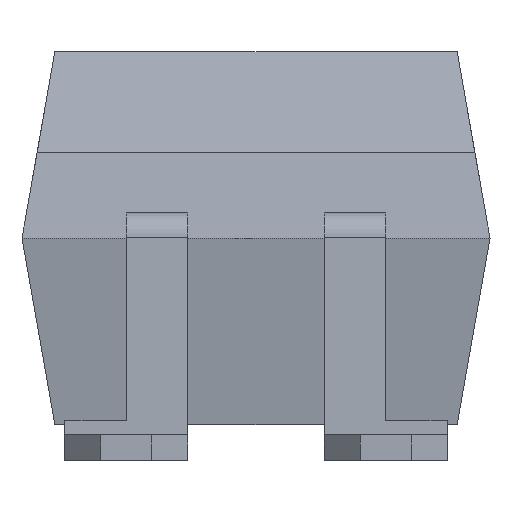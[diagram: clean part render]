
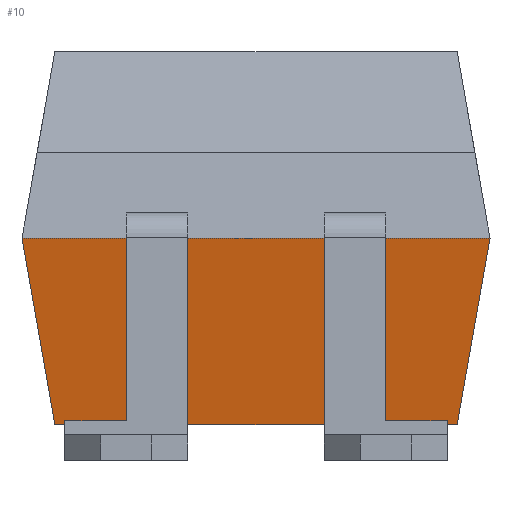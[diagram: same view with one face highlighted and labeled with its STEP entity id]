
A CAD part, front view. The second image highlights one B-rep face of the part: STEP entity #10.
In plain terms, the highlighted planar face has unit normal (0, -0.985, -0.174).
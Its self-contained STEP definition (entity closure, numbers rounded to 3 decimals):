
#10 = ADVANCED_FACE ( 'NONE', ( #1359 ), #1956, .T. ) ;
#159 = LINE ( 'NONE', #2265, #2272 ) ;
#175 = DIRECTION ( 'NONE',  ( -1., 0., 0. ) ) ;
#185 = LINE ( 'NONE', #681, #269 ) ;
#269 = VECTOR ( 'NONE', #175, 1000. ) ;
#401 = DIRECTION ( 'NONE',  ( -1., 0., 0. ) ) ;
#625 = ORIENTED_EDGE ( 'NONE', *, *, #2921, .F. ) ;
#641 = CARTESIAN_POINT ( 'NONE',  ( -1.968, -2.878, 0.35 ) ) ;
#681 = CARTESIAN_POINT ( 'NONE',  ( -2.29, -3.2, 2.175 ) ) ;
#799 = DIRECTION ( 'NONE',  ( 0., -0.985, -0.174 ) ) ;
#887 = ORIENTED_EDGE ( 'NONE', *, *, #1828, .F. ) ;
#905 = LINE ( 'NONE', #2551, #2687 ) ;
#1017 = EDGE_CURVE ( 'NONE', #1526, #2320, #159, .T. ) ;
#1216 = CARTESIAN_POINT ( 'NONE',  ( -1.978, -2.888, 0.403 ) ) ;
#1237 = VERTEX_POINT ( 'NONE', #641 ) ;
#1359 = FACE_OUTER_BOUND ( 'NONE', #1724, .T. ) ;
#1374 = CARTESIAN_POINT ( 'NONE',  ( 1.968, -2.878, 0.35 ) ) ;
#1526 = VERTEX_POINT ( 'NONE', #1374 ) ;
#1627 = CARTESIAN_POINT ( 'NONE',  ( 2.29, -3.2, 2.175 ) ) ;
#1724 = EDGE_LOOP ( 'NONE', ( #2199, #2596, #625, #887 ) ) ;
#1828 = EDGE_CURVE ( 'NONE', #1526, #1237, #905, .T. ) ;
#1883 = EDGE_CURVE ( 'NONE', #2320, #2957, #185, .T. ) ;
#1956 = PLANE ( 'NONE',  #3001 ) ;
#1995 = CARTESIAN_POINT ( 'NONE',  ( -2.29, -2.878, 0.35 ) ) ;
#2055 = LINE ( 'NONE', #1216, #2454 ) ;
#2139 = DIRECTION ( 'NONE',  ( -0.171, -0.171, 0.97 ) ) ;
#2199 = ORIENTED_EDGE ( 'NONE', *, *, #1017, .T. ) ;
#2265 = CARTESIAN_POINT ( 'NONE',  ( 1.79, -2.7, -0.659 ) ) ;
#2272 = VECTOR ( 'NONE', #2280, 1000. ) ;
#2280 = DIRECTION ( 'NONE',  ( 0.171, -0.171, 0.97 ) ) ;
#2320 = VERTEX_POINT ( 'NONE', #1627 ) ;
#2373 = CARTESIAN_POINT ( 'NONE',  ( -2.29, -3.2, 2.175 ) ) ;
#2454 = VECTOR ( 'NONE', #2139, 1000. ) ;
#2472 = DIRECTION ( 'NONE',  ( 1., 0., 0. ) ) ;
#2551 = CARTESIAN_POINT ( 'NONE',  ( -2.29, -2.878, 0.35 ) ) ;
#2596 = ORIENTED_EDGE ( 'NONE', *, *, #1883, .T. ) ;
#2687 = VECTOR ( 'NONE', #401, 1000. ) ;
#2921 = EDGE_CURVE ( 'NONE', #1237, #2957, #2055, .T. ) ;
#2957 = VERTEX_POINT ( 'NONE', #2373 ) ;
#3001 = AXIS2_PLACEMENT_3D ( 'NONE', #1995, #799, #2472 ) ;
